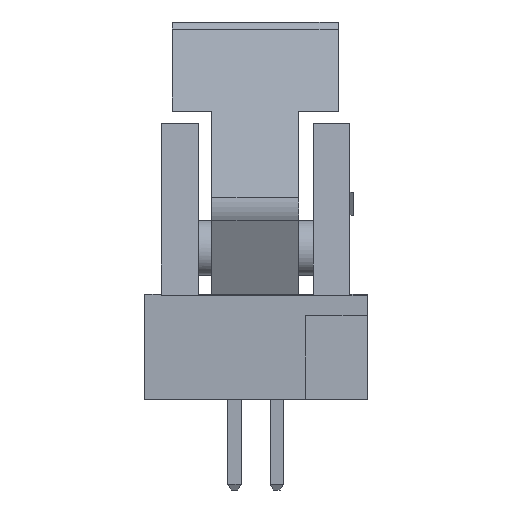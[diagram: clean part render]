
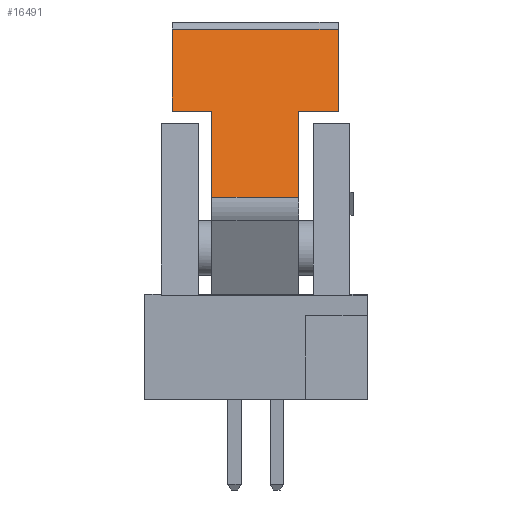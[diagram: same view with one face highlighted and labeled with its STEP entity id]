
A CAD part, left-side view. The second image highlights one B-rep face of the part: STEP entity #16491.
In plain terms, the highlighted planar face has unit normal (-0.967, 0, 0.253).
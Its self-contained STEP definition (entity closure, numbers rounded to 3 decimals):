
#1215=FACE_OUTER_BOUND($,#2246,.T.);
#2246=EDGE_LOOP($,(#14408,#14409,#14410,#14411,#14412,#14413,#14414,#14415));
#4287=LINE($,#26086,#6409);
#4308=LINE($,#26161,#6430);
#4309=LINE($,#26168,#6431);
#4311=LINE($,#26174,#6433);
#4315=LINE($,#26181,#6437);
#4341=LINE($,#26250,#6463);
#4342=LINE($,#26252,#6464);
#4343=LINE($,#26253,#6465);
#6409=VECTOR($,#21504,2.6);
#6430=VECTOR($,#21557,2.668);
#6431=VECTOR($,#21564,2.668);
#6433=VECTOR($,#21570,1.185);
#6437=VECTOR($,#21574,1.185);
#6463=VECTOR($,#21640,2.528);
#6464=VECTOR($,#21641,2.528);
#6465=VECTOR($,#21642,4.97);
#7805=VERTEX_POINT($,#26082);
#7807=VERTEX_POINT($,#26085);
#7825=VERTEX_POINT($,#26159);
#7828=VERTEX_POINT($,#26167);
#7830=VERTEX_POINT($,#26173);
#7833=VERTEX_POINT($,#26179);
#7856=VERTEX_POINT($,#26249);
#7857=VERTEX_POINT($,#26251);
#9992=EDGE_CURVE($,#7805,#7807,#4287,.T.);
#10022=EDGE_CURVE($,#7805,#7825,#4308,.T.);
#10025=EDGE_CURVE($,#7807,#7828,#4309,.T.);
#10028=EDGE_CURVE($,#7830,#7828,#4311,.T.);
#10032=EDGE_CURVE($,#7825,#7833,#4315,.T.);
#10066=EDGE_CURVE($,#7856,#7830,#4341,.T.);
#10067=EDGE_CURVE($,#7857,#7833,#4342,.T.);
#10068=EDGE_CURVE($,#7856,#7857,#4343,.T.);
#14408=ORIENTED_EDGE($,*,*,#10066,.T.);
#14409=ORIENTED_EDGE($,*,*,#10028,.T.);
#14410=ORIENTED_EDGE($,*,*,#10025,.F.);
#14411=ORIENTED_EDGE($,*,*,#9992,.F.);
#14412=ORIENTED_EDGE($,*,*,#10022,.T.);
#14413=ORIENTED_EDGE($,*,*,#10032,.T.);
#14414=ORIENTED_EDGE($,*,*,#10067,.F.);
#14415=ORIENTED_EDGE($,*,*,#10068,.F.);
#15572=PLANE($,#17570);
#16491=ADVANCED_FACE($,(#1215),#15572,.T.);
#17570=AXIS2_PLACEMENT_3D($,#26248,#21638,#21639);
#21504=DIRECTION($,(0.,1.,0.));
#21557=DIRECTION($,(0.253,0.,0.967));
#21564=DIRECTION($,(0.253,0.,0.967));
#21570=DIRECTION($,(0.,-1.,0.));
#21574=DIRECTION($,(0.,-1.,0.));
#21638=DIRECTION('center_axis',(-0.967,0.,
0.253));
#21639=DIRECTION('ref_axis',(-0.253,0.,-0.967));
#21640=DIRECTION($,(-0.253,0.,-0.967));
#21641=DIRECTION($,(-0.253,0.,-0.967));
#21642=DIRECTION($,(0.,-1.,0.));
#26082=CARTESIAN_POINT('',(-15.323,-1.285,6.052));
#26085=CARTESIAN_POINT('',(-15.323,1.315,6.052));
#26086=CARTESIAN_POINT($,(-15.323,-1.285,6.052));
#26159=CARTESIAN_POINT('',(-14.647,-1.285,8.633));
#26161=CARTESIAN_POINT($,(-15.323,-1.285,6.052));
#26167=CARTESIAN_POINT('',(-14.647,1.315,8.633));
#26168=CARTESIAN_POINT($,(-15.323,1.315,6.052));
#26173=CARTESIAN_POINT('',(-14.647,2.5,8.633));
#26174=CARTESIAN_POINT($,(-14.647,2.5,8.633));
#26179=CARTESIAN_POINT('',(-14.647,-2.47,8.633));
#26181=CARTESIAN_POINT($,(-14.647,2.5,8.633));
#26248=CARTESIAN_POINT('Origin',(-14.007,2.5,11.079));
#26249=CARTESIAN_POINT('',(-14.007,2.5,11.079));
#26250=CARTESIAN_POINT($,(-14.007,2.5,11.079));
#26251=CARTESIAN_POINT('',(-14.007,-2.47,11.079));
#26252=CARTESIAN_POINT($,(-14.007,-2.47,11.079));
#26253=CARTESIAN_POINT($,(-14.007,2.5,11.079));
